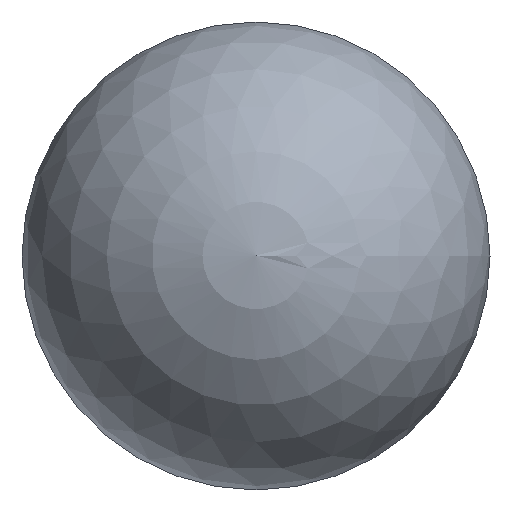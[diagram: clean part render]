
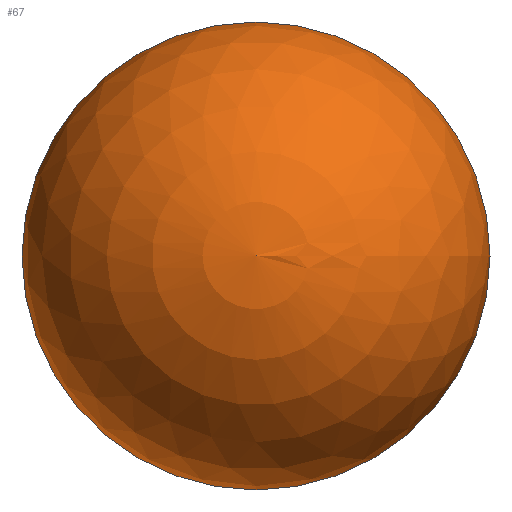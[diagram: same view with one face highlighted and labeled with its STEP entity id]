
A CAD part, top view. The second image highlights one B-rep face of the part: STEP entity #67.
In plain terms, the highlighted spherical face has radius 12.5 mm.
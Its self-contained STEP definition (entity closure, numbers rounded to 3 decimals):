
#67 = ADVANCED_FACE( '', ( #148 ), #149, .T. );
#148 = FACE_OUTER_BOUND( '', #238, .T. );
#149 = SPHERICAL_SURFACE( '', #239, 12.5 );
#238 = EDGE_LOOP( '', ( #344 ) );
#239 = AXIS2_PLACEMENT_3D( '', #345, #346, #347 );
#344 = ORIENTED_EDGE( '', *, *, #410, .F. );
#345 = CARTESIAN_POINT( '', ( 0., 0., 42.5 ) );
#346 = DIRECTION( '', ( 0., 0., 1. ) );
#347 = DIRECTION( '', ( 1., 0., 0. ) );
#410 = EDGE_CURVE( '', #457, #457, #458, .F. );
#457 = VERTEX_POINT( '', #516 );
#458 = CIRCLE( '', #517, 12.489 );
#516 = CARTESIAN_POINT( '', ( 12.489, 0., 41.965 ) );
#517 = AXIS2_PLACEMENT_3D( '', #577, #578, #579 );
#577 = CARTESIAN_POINT( '', ( 0., 0., 41.965 ) );
#578 = DIRECTION( '', ( 0., 0., 1. ) );
#579 = DIRECTION( '', ( 1., 0., 0. ) );
